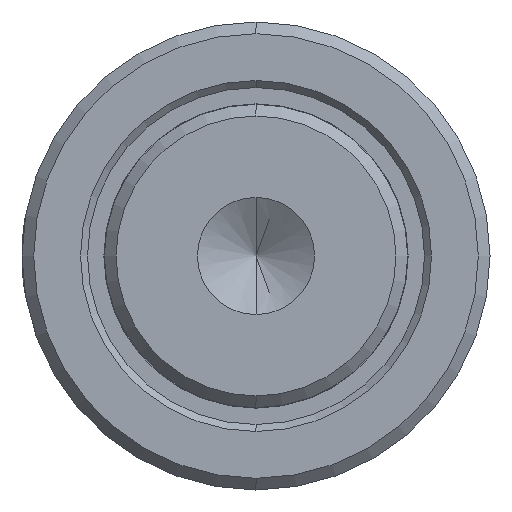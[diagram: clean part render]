
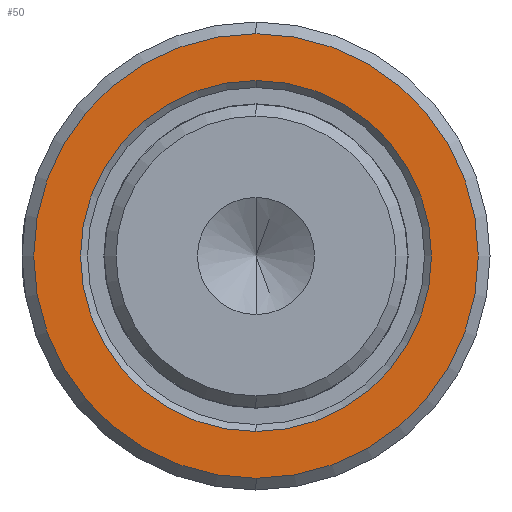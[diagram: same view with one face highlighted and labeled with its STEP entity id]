
A CAD part, left-side view. The second image highlights one B-rep face of the part: STEP entity #50.
In plain terms, the highlighted planar face has unit normal (-1, 0, 0).
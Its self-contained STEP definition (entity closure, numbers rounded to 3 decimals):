
#38 = DIRECTION ( 'NONE',  ( 0., 0., 1. ) ) ;
#45 = EDGE_LOOP ( 'NONE', ( #508, #1730 ) ) ;
#50 = ADVANCED_FACE ( 'NONE', ( #582, #154 ), #1011, .T. ) ;
#102 = EDGE_CURVE ( 'NONE', #616, #1159, #498, .T. ) ;
#154 = FACE_BOUND ( 'NONE', #408, .T. ) ;
#172 = CIRCLE ( 'NONE', #944, 9.5 ) ;
#210 = DIRECTION ( 'NONE',  ( -1., 0., 0. ) ) ;
#408 = EDGE_LOOP ( 'NONE', ( #841, #824 ) ) ;
#409 = CARTESIAN_POINT ( 'NONE',  ( 10., 0., -9.5 ) ) ;
#419 = DIRECTION ( 'NONE',  ( -1., 0., 0. ) ) ;
#498 = CIRCLE ( 'NONE', #1712, 7.5 ) ;
#508 = ORIENTED_EDGE ( 'NONE', *, *, #1198, .T. ) ;
#527 = AXIS2_PLACEMENT_3D ( 'NONE', #1304, #419, #1439 ) ;
#582 = FACE_OUTER_BOUND ( 'NONE', #45, .T. ) ;
#583 = DIRECTION ( 'NONE',  ( 0., 0., 1. ) ) ;
#587 = DIRECTION ( 'NONE',  ( -1., 0., 0. ) ) ;
#616 = VERTEX_POINT ( 'NONE', #842 ) ;
#664 = CIRCLE ( 'NONE', #527, 9.5 ) ;
#704 = VERTEX_POINT ( 'NONE', #409 ) ;
#756 = EDGE_CURVE ( 'NONE', #822, #704, #664, .T. ) ;
#822 = VERTEX_POINT ( 'NONE', #1753 ) ;
#824 = ORIENTED_EDGE ( 'NONE', *, *, #995, .F. ) ;
#841 = ORIENTED_EDGE ( 'NONE', *, *, #102, .F. ) ;
#842 = CARTESIAN_POINT ( 'NONE',  ( 10., 0., 7.5 ) ) ;
#894 = CARTESIAN_POINT ( 'NONE',  ( 10., -6.5, 0. ) ) ;
#918 = DIRECTION ( 'NONE',  ( -1., 0., 0. ) ) ;
#944 = AXIS2_PLACEMENT_3D ( 'NONE', #1773, #918, #38 ) ;
#995 = EDGE_CURVE ( 'NONE', #1159, #616, #1862, .T. ) ;
#1011 = PLANE ( 'NONE',  #1421 ) ;
#1024 = CARTESIAN_POINT ( 'NONE',  ( 10., 0., -7.5 ) ) ;
#1085 = CARTESIAN_POINT ( 'NONE',  ( 10., 0., 0. ) ) ;
#1159 = VERTEX_POINT ( 'NONE', #1024 ) ;
#1198 = EDGE_CURVE ( 'NONE', #704, #822, #172, .T. ) ;
#1239 = DIRECTION ( 'NONE',  ( 0., 0., 1. ) ) ;
#1243 = DIRECTION ( 'NONE',  ( 0., 0., 1. ) ) ;
#1265 = DIRECTION ( 'NONE',  ( -1., 0., 0. ) ) ;
#1304 = CARTESIAN_POINT ( 'NONE',  ( 10., 0., 0. ) ) ;
#1409 = CARTESIAN_POINT ( 'NONE',  ( 10., 0., 0. ) ) ;
#1421 = AXIS2_PLACEMENT_3D ( 'NONE', #894, #587, #583 ) ;
#1439 = DIRECTION ( 'NONE',  ( 0., 0., 1. ) ) ;
#1712 = AXIS2_PLACEMENT_3D ( 'NONE', #1409, #1265, #1243 ) ;
#1730 = ORIENTED_EDGE ( 'NONE', *, *, #756, .T. ) ;
#1753 = CARTESIAN_POINT ( 'NONE',  ( 10., 0., 9.5 ) ) ;
#1773 = CARTESIAN_POINT ( 'NONE',  ( 10., 0., 0. ) ) ;
#1862 = CIRCLE ( 'NONE', #1868, 7.5 ) ;
#1868 = AXIS2_PLACEMENT_3D ( 'NONE', #1085, #210, #1239 ) ;
